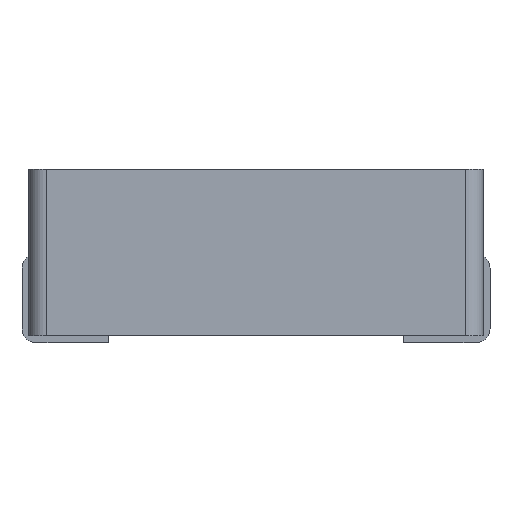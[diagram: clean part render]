
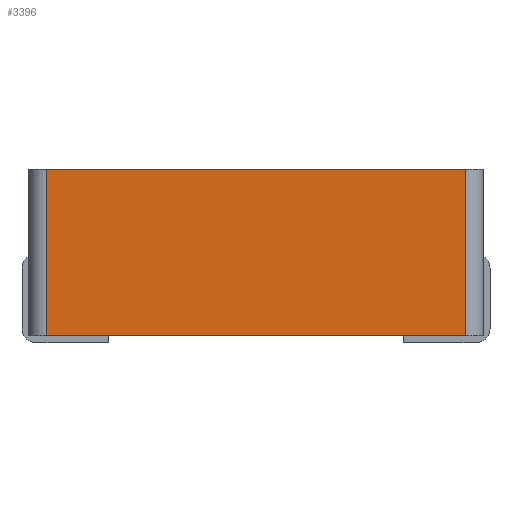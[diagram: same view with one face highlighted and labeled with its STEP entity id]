
A CAD part, front view. The second image highlights one B-rep face of the part: STEP entity #3396.
In plain terms, the highlighted planar face has unit normal (0, -1, 0).
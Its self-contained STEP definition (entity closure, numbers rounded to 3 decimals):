
#54=LINE('',#4424,#304);
#92=LINE('',#4617,#342);
#96=LINE('',#4627,#346);
#97=LINE('',#4628,#347);
#304=VECTOR('',#3678,1000.);
#342=VECTOR('',#3750,1000.);
#346=VECTOR('',#3758,1000.);
#347=VECTOR('',#3759,1000.);
#698=ORIENTED_EDGE('',*,*,#1353,.T.);
#699=ORIENTED_EDGE('',*,*,#1430,.F.);
#700=ORIENTED_EDGE('',*,*,#1425,.F.);
#701=ORIENTED_EDGE('',*,*,#1431,.T.);
#1353=EDGE_CURVE('',#1722,#1723,#54,.T.);
#1425=EDGE_CURVE('',#1788,#1789,#92,.T.);
#1430=EDGE_CURVE('',#1789,#1723,#96,.T.);
#1431=EDGE_CURVE('',#1788,#1722,#97,.T.);
#1722=VERTEX_POINT('',#4425);
#1723=VERTEX_POINT('',#4426);
#1788=VERTEX_POINT('',#4616);
#1789=VERTEX_POINT('',#4618);
#2026=EDGE_LOOP('',(#698,#699,#700,#701));
#2175=FACE_BOUND('',#2026,.T.);
#2313=PLANE('',#3550);
#3396=ADVANCED_FACE('',(#2175),#2313,.F.);
#3550=AXIS2_PLACEMENT_3D('',#4626,#3756,#3757);
#3678=DIRECTION('',(-1.,0.,0.));
#3750=DIRECTION('',(-1.,0.,0.));
#3756=DIRECTION('',(0.,1.,0.));
#3757=DIRECTION('',(0.,0.,1.));
#3758=DIRECTION('',(0.,0.,1.));
#3759=DIRECTION('',(0.,0.,1.));
#4424=CARTESIAN_POINT('',(-5.9,-6.4,0.));
#4425=CARTESIAN_POINT('',(6.05,-6.4,0.));
#4426=CARTESIAN_POINT('',(-6.05,-6.4,0.));
#4616=CARTESIAN_POINT('',(6.05,-6.4,-4.8));
#4617=CARTESIAN_POINT('',(-5.9,-6.4,-4.8));
#4618=CARTESIAN_POINT('',(-6.05,-6.4,-4.8));
#4626=CARTESIAN_POINT('',(-5.9,-6.4,-4.8));
#4627=CARTESIAN_POINT('',(-6.05,-6.4,-4.8));
#4628=CARTESIAN_POINT('',(6.05,-6.4,-4.8));
